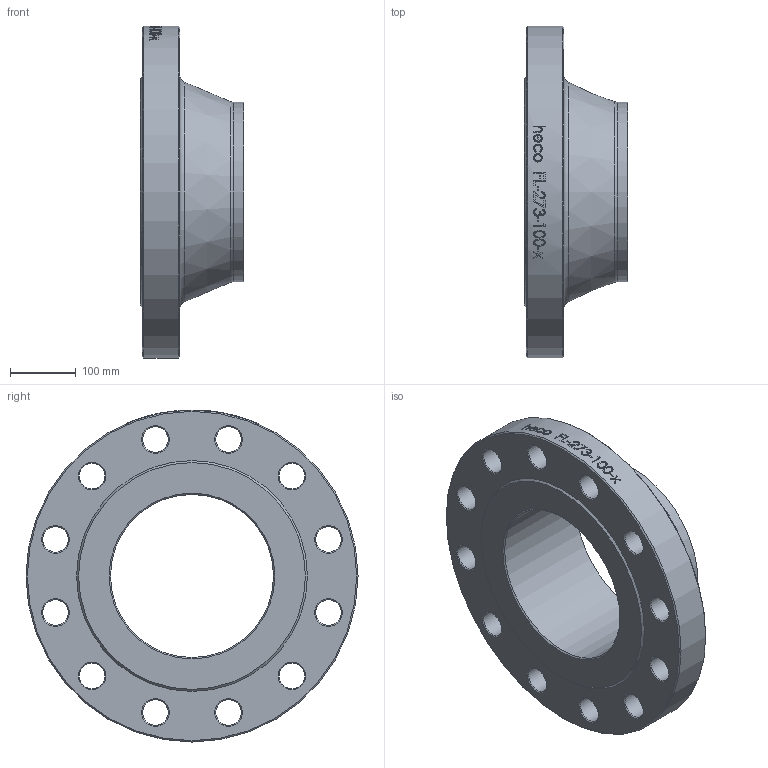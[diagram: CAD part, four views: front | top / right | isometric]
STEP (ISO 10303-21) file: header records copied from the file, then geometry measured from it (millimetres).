
FILE_DESCRIPTION (( 'STEP AP214' ), '1' );
FILE_NAME ('FL-273-100-x Vorschweissflansch EN1092 2103.STEP', '2021-03-02T09:10:09', ( '' ), ( '' ), 'SwSTEP 2.0', 'SolidWorks 2019', '' );
FILE_SCHEMA (( 'AUTOMOTIVE_DESIGN' ));
Length unit declared in the file: millimetre
Products named in the file (1): FL-273-100-x Vorschweissflansch EN1092 2103
Bounding box: 157 x 505 x 505 mm (x, y, z)
Volume: 10206636.8 mm3; surface area: 629866.1 mm2
Topology: 1 solids, 1 shells, 70 faces, 272 edges, 225 vertices
Faces by surface type: cylinder 35, cone 29, plane 4, torus 2
Full cylindrical faces by diameter (mm): 39 x12, 248 x1, 273 x1, 505 x1
Entity records: 7091 total; most frequent: CARTESIAN_POINT 4818, ORIENTED_EDGE 418, DIRECTION 356, VERTEX_POINT 209, EDGE_CURVE 209, AXIS2_PLACEMENT_3D 166, EDGE_LOOP 164, CIRCLE 95
